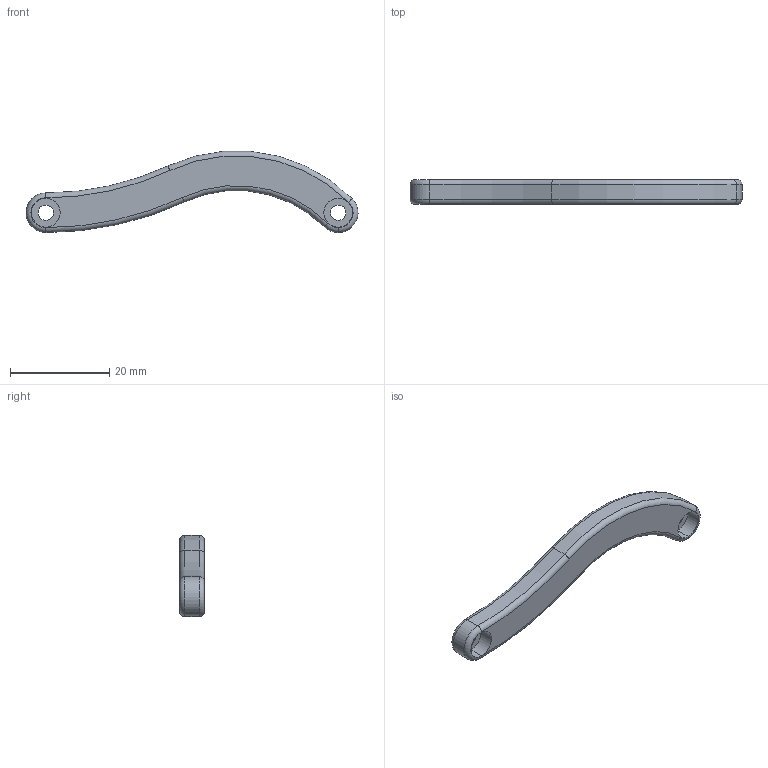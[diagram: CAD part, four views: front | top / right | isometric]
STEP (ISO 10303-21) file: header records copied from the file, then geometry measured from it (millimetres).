
FILE_DESCRIPTION (( 'STEP AP214' ), '1' );
FILE_NAME ('lever_bar_shin_left_x2.STEP', '2021-05-02T04:50:12', ( '' ), ( '' ), 'SwSTEP 2.0', 'SolidWorks 2019', '' );
FILE_SCHEMA (( 'AUTOMOTIVE_DESIGN' ));
Length unit declared in the file: millimetre
Products named in the file (1): lever_bar_shin_left_x2
Bounding box: 66.99 x 5 x 16.37 mm (x, y, z)
Volume: 2499.1 mm3; surface area: 1839.7 mm2
Topology: 1 solids, 1 shells, 33 faces, 73 edges, 44 vertices
Faces by surface type: cylinder 15, torus 14, plane 4
Entity records: 975 total; most frequent: DIRECTION 199, CARTESIAN_POINT 151, ORIENTED_EDGE 146, AXIS2_PLACEMENT_3D 92, EDGE_CURVE 73, CIRCLE 58, VERTEX_POINT 44, EDGE_LOOP 39
